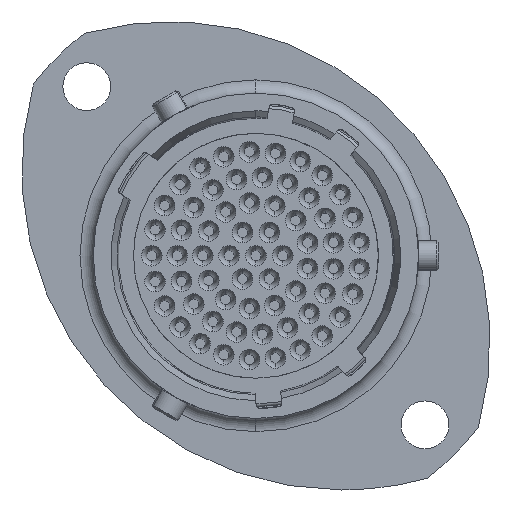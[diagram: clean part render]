
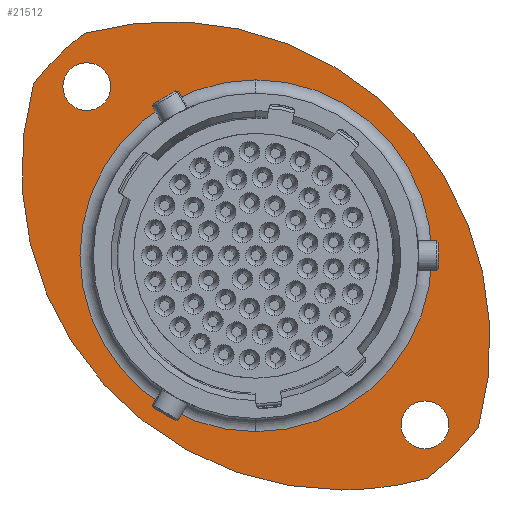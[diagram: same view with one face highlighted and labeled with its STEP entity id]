
A CAD part, left-side view. The second image highlights one B-rep face of the part: STEP entity #21512.
In plain terms, the highlighted planar face has unit normal (-1, 0, 0).
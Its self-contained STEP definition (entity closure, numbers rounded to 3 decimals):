
#233 = CARTESIAN_POINT ( 'NONE',  ( 15.98, -11.49, -9.865 ) ) ;
#1064 = AXIS2_PLACEMENT_3D ( 'NONE', #52007, #26501, #58229 ) ;
#1463 = CIRCLE ( 'NONE', #78457, 11.955 ) ;
#3043 = VERTEX_POINT ( 'NONE', #80853 ) ;
#4068 = VERTEX_POINT ( 'NONE', #11131 ) ;
#4111 = ORIENTED_EDGE ( 'NONE', *, *, #63321, .T. ) ;
#4150 = CARTESIAN_POINT ( 'NONE',  ( 15.98, -15.118, -11.673 ) ) ;
#4463 = CARTESIAN_POINT ( 'NONE',  ( 15.98, 11.055, 0. ) ) ;
#6282 = VERTEX_POINT ( 'NONE', #23909 ) ;
#8047 = CARTESIAN_POINT ( 'NONE',  ( 15.98, 11.49, 9.865 ) ) ;
#10381 = CIRCLE ( 'NONE', #14779, 21.75 ) ;
#11131 = CARTESIAN_POINT ( 'NONE',  ( 15.98, 0., -11.955 ) ) ;
#12483 = CARTESIAN_POINT ( 'NONE',  ( 15.98, 0., 0. ) ) ;
#14154 = ORIENTED_EDGE ( 'NONE', *, *, #57922, .T. ) ;
#14559 = EDGE_CURVE ( 'NONE', #4068, #80324, #30517, .T. ) ;
#14779 = AXIS2_PLACEMENT_3D ( 'NONE', #73371, #15243, #60614 ) ;
#15243 = DIRECTION ( 'NONE',  ( -1., 0., 0. ) ) ;
#16195 = DIRECTION ( 'NONE',  ( 1., 0., 0. ) ) ;
#18201 = AXIS2_PLACEMENT_3D ( 'NONE', #49062, #42054, #41778 ) ;
#18866 = EDGE_LOOP ( 'NONE', ( #35746, #81135 ) ) ;
#20048 = DIRECTION ( 'NONE',  ( -1., 0., 0. ) ) ;
#20251 = ORIENTED_EDGE ( 'NONE', *, *, #14559, .T. ) ;
#21460 = ORIENTED_EDGE ( 'NONE', *, *, #46102, .T. ) ;
#21512 = ADVANCED_FACE ( 'NONE', ( #80718, #80623, #52184, #69505 ), #62566, .F. ) ;
#21996 = VERTEX_POINT ( 'NONE', #22506 ) ;
#22294 = VERTEX_POINT ( 'NONE', #44618 ) ;
#22506 = CARTESIAN_POINT ( 'NONE',  ( 15.98, 11.49, 13.115 ) ) ;
#22874 = CARTESIAN_POINT ( 'NONE',  ( 15.98, 11.673, 15.118 ) ) ;
#23909 = CARTESIAN_POINT ( 'NONE',  ( 15.98, -11.49, -13.115 ) ) ;
#24493 = CARTESIAN_POINT ( 'NONE',  ( 15.98, 0., 0. ) ) ;
#25043 = DIRECTION ( 'NONE',  ( 0., 0., -1. ) ) ;
#26106 = DIRECTION ( 'NONE',  ( -1., 0., 0. ) ) ;
#26147 = DIRECTION ( 'NONE',  ( -1., 0., 0. ) ) ;
#26430 = ORIENTED_EDGE ( 'NONE', *, *, #64320, .T. ) ;
#26501 = DIRECTION ( 'NONE',  ( -1., 0., 0. ) ) ;
#27098 = DIRECTION ( 'NONE',  ( 0., 0., -1. ) ) ;
#28964 = DIRECTION ( 'NONE',  ( -1., 0., 0. ) ) ;
#30517 = CIRCLE ( 'NONE', #59088, 11.955 ) ;
#30718 = ORIENTED_EDGE ( 'NONE', *, *, #75201, .T. ) ;
#32711 = DIRECTION ( 'NONE',  ( -1., 0., 0. ) ) ;
#33231 = CARTESIAN_POINT ( 'NONE',  ( 15.98, 5.834, -5.834 ) ) ;
#33437 = CARTESIAN_POINT ( 'NONE',  ( 15.98, 11.49, 11.49 ) ) ;
#34753 = DIRECTION ( 'NONE',  ( -1., 0., 0. ) ) ;
#35746 = ORIENTED_EDGE ( 'NONE', *, *, #39109, .F. ) ;
#37089 = DIRECTION ( 'NONE',  ( 1., 0., 0. ) ) ;
#37941 = EDGE_LOOP ( 'NONE', ( #20251, #30718 ) ) ;
#38422 = DIRECTION ( 'NONE',  ( 1., 0., 0. ) ) ;
#38954 = AXIS2_PLACEMENT_3D ( 'NONE', #12483, #26106, #57850 ) ;
#39109 = EDGE_CURVE ( 'NONE', #6282, #55760, #68693, .T. ) ;
#41778 = DIRECTION ( 'NONE',  ( 0., 0., -1. ) ) ;
#41875 = ORIENTED_EDGE ( 'NONE', *, *, #59388, .F. ) ;
#42054 = DIRECTION ( 'NONE',  ( -1., 0., 0. ) ) ;
#44604 = AXIS2_PLACEMENT_3D ( 'NONE', #71317, #34753, #27098 ) ;
#44618 = CARTESIAN_POINT ( 'NONE',  ( 15.98, 15.118, 11.673 ) ) ;
#45293 = VERTEX_POINT ( 'NONE', #22874 ) ;
#45997 = EDGE_CURVE ( 'NONE', #55760, #6282, #59171, .T. ) ;
#46102 = EDGE_CURVE ( 'NONE', #76091, #71044, #53107, .T. ) ;
#47261 = AXIS2_PLACEMENT_3D ( 'NONE', #33231, #26147, #77770 ) ;
#49062 = CARTESIAN_POINT ( 'NONE',  ( 15.98, -11.49, -11.49 ) ) ;
#49282 = CIRCLE ( 'NONE', #81214, 1.625 ) ;
#49316 = CARTESIAN_POINT ( 'NONE',  ( 15.98, 0., 0. ) ) ;
#52007 = CARTESIAN_POINT ( 'NONE',  ( 15.98, 11.49, 11.49 ) ) ;
#52184 = FACE_BOUND ( 'NONE', #18866, .T. ) ;
#53107 = CIRCLE ( 'NONE', #67423, 19.1 ) ;
#54807 = CARTESIAN_POINT ( 'NONE',  ( 15.98, 0., 0. ) ) ;
#55556 = DIRECTION ( 'NONE',  ( 0., 0., 1. ) ) ;
#55760 = VERTEX_POINT ( 'NONE', #233 ) ;
#57433 = VERTEX_POINT ( 'NONE', #8047 ) ;
#57850 = DIRECTION ( 'NONE',  ( 0., 0., 1. ) ) ;
#57922 = EDGE_CURVE ( 'NONE', #45293, #22294, #60314, .T. ) ;
#58229 = DIRECTION ( 'NONE',  ( 0., 0., -1. ) ) ;
#59088 = AXIS2_PLACEMENT_3D ( 'NONE', #24493, #38422, #25043 ) ;
#59171 = CIRCLE ( 'NONE', #44604, 1.625 ) ;
#59388 = EDGE_CURVE ( 'NONE', #21996, #57433, #73975, .T. ) ;
#59574 = ORIENTED_EDGE ( 'NONE', *, *, #67037, .F. ) ;
#60014 = DIRECTION ( 'NONE',  ( 0., 0., -1. ) ) ;
#60314 = CIRCLE ( 'NONE', #38954, 19.1 ) ;
#60614 = DIRECTION ( 'NONE',  ( 0., 0., -1. ) ) ;
#60937 = CIRCLE ( 'NONE', #47261, 21.75 ) ;
#62566 = PLANE ( 'NONE',  #66490 ) ;
#63321 = EDGE_CURVE ( 'NONE', #71044, #45293, #60937, .T. ) ;
#63565 = AXIS2_PLACEMENT_3D ( 'NONE', #64965, #32711, #78079 ) ;
#64320 = EDGE_CURVE ( 'NONE', #22294, #3043, #77824, .T. ) ;
#64941 = EDGE_CURVE ( 'NONE', #3043, #76091, #10381, .T. ) ;
#64965 = CARTESIAN_POINT ( 'NONE',  ( 15.98, -5.834, 5.834 ) ) ;
#66490 = AXIS2_PLACEMENT_3D ( 'NONE', #4463, #37089, #75114 ) ;
#67037 = EDGE_CURVE ( 'NONE', #57433, #21996, #49282, .T. ) ;
#67423 = AXIS2_PLACEMENT_3D ( 'NONE', #49316, #28964, #55556 ) ;
#68693 = CIRCLE ( 'NONE', #18201, 1.625 ) ;
#69505 = FACE_OUTER_BOUND ( 'NONE', #82432, .T. ) ;
#71044 = VERTEX_POINT ( 'NONE', #4150 ) ;
#71317 = CARTESIAN_POINT ( 'NONE',  ( 15.98, -11.49, -11.49 ) ) ;
#72468 = CARTESIAN_POINT ( 'NONE',  ( 15.98, -11.673, -15.118 ) ) ;
#72754 = ORIENTED_EDGE ( 'NONE', *, *, #64941, .T. ) ;
#73371 = CARTESIAN_POINT ( 'NONE',  ( 15.98, -5.834, 5.834 ) ) ;
#73975 = CIRCLE ( 'NONE', #1064, 1.625 ) ;
#74664 = DIRECTION ( 'NONE',  ( 0., 0., -1. ) ) ;
#75114 = DIRECTION ( 'NONE',  ( 0., 0., -1. ) ) ;
#75201 = EDGE_CURVE ( 'NONE', #80324, #4068, #1463, .T. ) ;
#76091 = VERTEX_POINT ( 'NONE', #72468 ) ;
#77770 = DIRECTION ( 'NONE',  ( 0., 0., -1. ) ) ;
#77824 = CIRCLE ( 'NONE', #63565, 21.75 ) ;
#78079 = DIRECTION ( 'NONE',  ( 0., 0., -1. ) ) ;
#78457 = AXIS2_PLACEMENT_3D ( 'NONE', #54807, #16195, #74664 ) ;
#78857 = CARTESIAN_POINT ( 'NONE',  ( 15.98, 0., 11.955 ) ) ;
#80324 = VERTEX_POINT ( 'NONE', #78857 ) ;
#80623 = FACE_BOUND ( 'NONE', #80796, .T. ) ;
#80718 = FACE_BOUND ( 'NONE', #37941, .T. ) ;
#80796 = EDGE_LOOP ( 'NONE', ( #59574, #41875 ) ) ;
#80853 = CARTESIAN_POINT ( 'NONE',  ( 15.98, -5.834, -15.916 ) ) ;
#81135 = ORIENTED_EDGE ( 'NONE', *, *, #45997, .F. ) ;
#81214 = AXIS2_PLACEMENT_3D ( 'NONE', #33437, #20048, #60014 ) ;
#82432 = EDGE_LOOP ( 'NONE', ( #26430, #72754, #21460, #4111, #14154 ) ) ;
